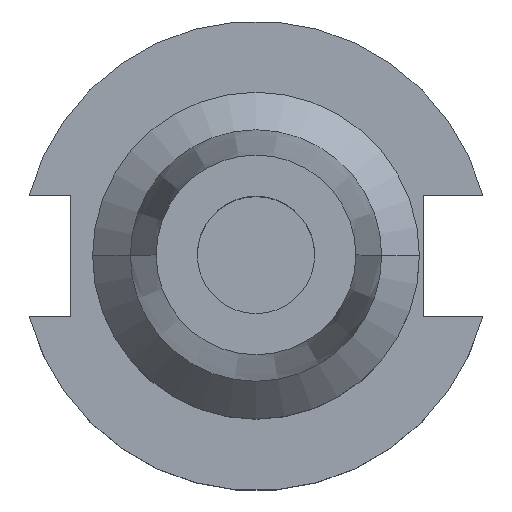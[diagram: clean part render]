
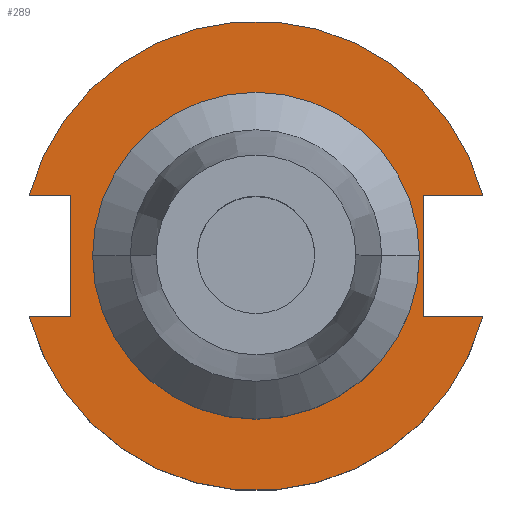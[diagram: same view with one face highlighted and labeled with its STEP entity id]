
A CAD part, top view. The second image highlights one B-rep face of the part: STEP entity #289.
In plain terms, the highlighted planar face has unit normal (0, 0, 1).
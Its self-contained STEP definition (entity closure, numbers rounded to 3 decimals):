
#18 = CARTESIAN_POINT ( 'NONE',  ( 0., 0., 19.05 ) ) ;
#34 = CARTESIAN_POINT ( 'NONE',  ( 22.1, 0., 19.05 ) ) ;
#75 = ORIENTED_EDGE ( 'NONE', *, *, #218, .T. ) ;
#85 = ORIENTED_EDGE ( 'NONE', *, *, #668, .F. ) ;
#94 = CARTESIAN_POINT ( 'NONE',  ( -30.675, 8.191, 19.05 ) ) ;
#111 = VECTOR ( 'NONE', #780, 1000. ) ;
#129 = EDGE_CURVE ( 'NONE', #1594, #804, #1358, .T. ) ;
#146 = ORIENTED_EDGE ( 'NONE', *, *, #238, .T. ) ;
#152 = DIRECTION ( 'NONE',  ( 1., 0., 0. ) ) ;
#154 = CARTESIAN_POINT ( 'NONE',  ( 30.675, 8.191, 19.05 ) ) ;
#189 = VECTOR ( 'NONE', #519, 1000. ) ;
#202 = DIRECTION ( 'NONE',  ( 1., 0., 0. ) ) ;
#207 = VECTOR ( 'NONE', #1081, 1000. ) ;
#218 = EDGE_CURVE ( 'NONE', #1318, #815, #266, .T. ) ;
#233 = ORIENTED_EDGE ( 'NONE', *, *, #734, .T. ) ;
#238 = EDGE_CURVE ( 'NONE', #815, #1230, #1249, .T. ) ;
#266 = LINE ( 'NONE', #836, #1583 ) ;
#271 = LINE ( 'NONE', #570, #207 ) ;
#289 = ADVANCED_FACE ( 'NONE', ( #871, #496 ), #1613, .F. ) ;
#309 = VECTOR ( 'NONE', #1075, 1000. ) ;
#311 = CARTESIAN_POINT ( 'NONE',  ( -25.091, -8.191, 19.05 ) ) ;
#343 = DIRECTION ( 'NONE',  ( 0., 0., -1. ) ) ;
#362 = VERTEX_POINT ( 'NONE', #374 ) ;
#374 = CARTESIAN_POINT ( 'NONE',  ( -30.675, -8.191, 19.05 ) ) ;
#396 = ORIENTED_EDGE ( 'NONE', *, *, #1261, .F. ) ;
#400 = CARTESIAN_POINT ( 'NONE',  ( 0., 8.191, 19.05 ) ) ;
#474 = DIRECTION ( 'NONE',  ( -1., 0., 0. ) ) ;
#496 = FACE_OUTER_BOUND ( 'NONE', #1347, .T. ) ;
#516 = ORIENTED_EDGE ( 'NONE', *, *, #1449, .F. ) ;
#519 = DIRECTION ( 'NONE',  ( 1., 0., 0. ) ) ;
#529 = VERTEX_POINT ( 'NONE', #34 ) ;
#533 = CARTESIAN_POINT ( 'NONE',  ( -61.091, -8.191, 19.05 ) ) ;
#570 = CARTESIAN_POINT ( 'NONE',  ( 0., -8.191, 19.05 ) ) ;
#605 = DIRECTION ( 'NONE',  ( 0., 1., 0. ) ) ;
#607 = DIRECTION ( 'NONE',  ( 0., 0., 1. ) ) ;
#617 = CARTESIAN_POINT ( 'NONE',  ( -25.091, 8.191, 19.05 ) ) ;
#634 = VERTEX_POINT ( 'NONE', #154 ) ;
#636 = DIRECTION ( 'NONE',  ( 0., 0., 1. ) ) ;
#637 = AXIS2_PLACEMENT_3D ( 'NONE', #1380, #636, #1512 ) ;
#661 = EDGE_CURVE ( 'NONE', #362, #1230, #1116, .T. ) ;
#668 = EDGE_CURVE ( 'NONE', #634, #804, #864, .T. ) ;
#707 = CARTESIAN_POINT ( 'NONE',  ( 30.675, -8.191, 19.05 ) ) ;
#734 = EDGE_CURVE ( 'NONE', #362, #978, #750, .T. ) ;
#750 = CIRCLE ( 'NONE', #1369, 31.75 ) ;
#780 = DIRECTION ( 'NONE',  ( -1., 0., 0. ) ) ;
#804 = VERTEX_POINT ( 'NONE', #1292 ) ;
#815 = VERTEX_POINT ( 'NONE', #617 ) ;
#829 = CARTESIAN_POINT ( 'NONE',  ( -25.091, 8.191, 19.05 ) ) ;
#836 = CARTESIAN_POINT ( 'NONE',  ( -61.091, 8.191, 19.05 ) ) ;
#864 = LINE ( 'NONE', #400, #111 ) ;
#871 = FACE_BOUND ( 'NONE', #1119, .T. ) ;
#908 = DIRECTION ( 'NONE',  ( 0., 0., 1. ) ) ;
#910 = ORIENTED_EDGE ( 'NONE', *, *, #1350, .T. ) ;
#935 = AXIS2_PLACEMENT_3D ( 'NONE', #1618, #343, #474 ) ;
#956 = CARTESIAN_POINT ( 'NONE',  ( 0., 0., 19.05 ) ) ;
#978 = VERTEX_POINT ( 'NONE', #707 ) ;
#1075 = DIRECTION ( 'NONE',  ( 0., -1., 0. ) ) ;
#1081 = DIRECTION ( 'NONE',  ( 1., 0., 0. ) ) ;
#1083 = DIRECTION ( 'NONE',  ( 0., 0., 1. ) ) ;
#1087 = CARTESIAN_POINT ( 'NONE',  ( -22.1, 0., 19.05 ) ) ;
#1116 = LINE ( 'NONE', #533, #189 ) ;
#1119 = EDGE_LOOP ( 'NONE', ( #1581, #516 ) ) ;
#1120 = CIRCLE ( 'NONE', #637, 22.1 ) ;
#1146 = AXIS2_PLACEMENT_3D ( 'NONE', #18, #908, #152 ) ;
#1230 = VERTEX_POINT ( 'NONE', #311 ) ;
#1249 = LINE ( 'NONE', #829, #309 ) ;
#1261 = EDGE_CURVE ( 'NONE', #1594, #978, #271, .T. ) ;
#1263 = AXIS2_PLACEMENT_3D ( 'NONE', #1359, #607, #1487 ) ;
#1280 = VERTEX_POINT ( 'NONE', #1087 ) ;
#1292 = CARTESIAN_POINT ( 'NONE',  ( 22.606, 8.191, 19.05 ) ) ;
#1318 = VERTEX_POINT ( 'NONE', #94 ) ;
#1337 = CIRCLE ( 'NONE', #1146, 22.1 ) ;
#1339 = ORIENTED_EDGE ( 'NONE', *, *, #661, .F. ) ;
#1347 = EDGE_LOOP ( 'NONE', ( #146, #1339, #233, #396, #1429, #85, #910, #75 ) ) ;
#1350 = EDGE_CURVE ( 'NONE', #634, #1318, #1577, .T. ) ;
#1358 = LINE ( 'NONE', #1605, #1389 ) ;
#1359 = CARTESIAN_POINT ( 'NONE',  ( 0., 0., 19.05 ) ) ;
#1369 = AXIS2_PLACEMENT_3D ( 'NONE', #956, #1083, #1452 ) ;
#1380 = CARTESIAN_POINT ( 'NONE',  ( 0., 0., 19.05 ) ) ;
#1389 = VECTOR ( 'NONE', #605, 1000. ) ;
#1429 = ORIENTED_EDGE ( 'NONE', *, *, #129, .T. ) ;
#1449 = EDGE_CURVE ( 'NONE', #1280, #529, #1120, .T. ) ;
#1452 = DIRECTION ( 'NONE',  ( 1., 0., 0. ) ) ;
#1487 = DIRECTION ( 'NONE',  ( 1., 0., 0. ) ) ;
#1512 = DIRECTION ( 'NONE',  ( 1., 0., 0. ) ) ;
#1537 = EDGE_CURVE ( 'NONE', #529, #1280, #1337, .T. ) ;
#1547 = CARTESIAN_POINT ( 'NONE',  ( 22.606, -8.191, 19.05 ) ) ;
#1577 = CIRCLE ( 'NONE', #1263, 31.75 ) ;
#1581 = ORIENTED_EDGE ( 'NONE', *, *, #1537, .F. ) ;
#1583 = VECTOR ( 'NONE', #202, 1000. ) ;
#1594 = VERTEX_POINT ( 'NONE', #1547 ) ;
#1605 = CARTESIAN_POINT ( 'NONE',  ( 22.606, 22.1, 19.05 ) ) ;
#1613 = PLANE ( 'NONE',  #935 ) ;
#1618 = CARTESIAN_POINT ( 'NONE',  ( 0., 22.1, 19.05 ) ) ;
